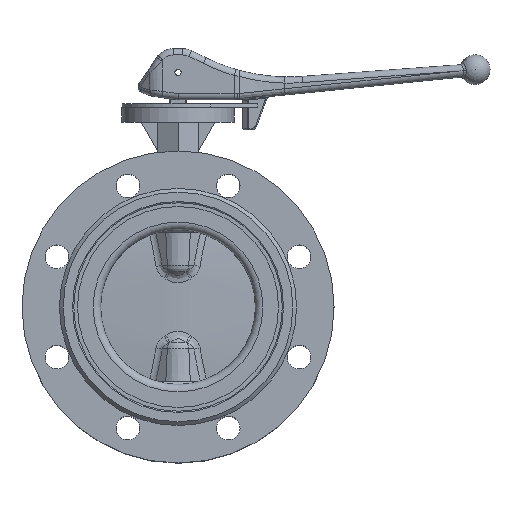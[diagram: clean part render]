
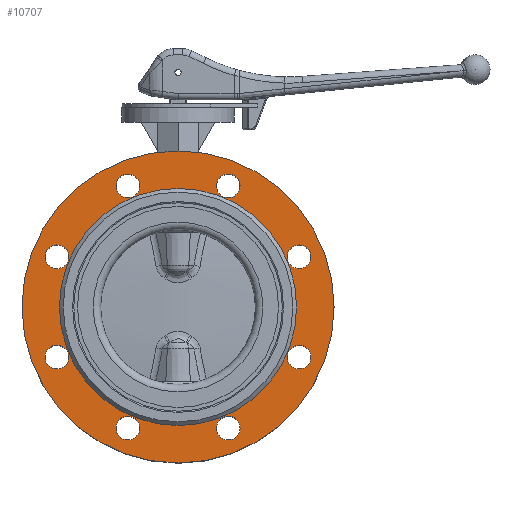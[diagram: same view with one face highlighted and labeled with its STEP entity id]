
A CAD part, top view. The second image highlights one B-rep face of the part: STEP entity #10707.
In plain terms, the highlighted planar face has unit normal (0, 0, 1).
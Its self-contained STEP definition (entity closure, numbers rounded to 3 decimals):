
#173=FACE_BOUND('',#1961,.T.);
#174=FACE_BOUND('',#1962,.T.);
#175=FACE_BOUND('',#1963,.T.);
#176=FACE_BOUND('',#1964,.T.);
#177=FACE_BOUND('',#1965,.T.);
#178=FACE_BOUND('',#1966,.T.);
#179=FACE_BOUND('',#1967,.T.);
#180=FACE_BOUND('',#1968,.T.);
#181=FACE_BOUND('',#1969,.T.);
#373=PLANE('',#11640);
#1286=FACE_OUTER_BOUND('',#1960,.T.);
#1960=EDGE_LOOP('',(#8700));
#1961=EDGE_LOOP('',(#8701));
#1962=EDGE_LOOP('',(#8702));
#1963=EDGE_LOOP('',(#8703));
#1964=EDGE_LOOP('',(#8704));
#1965=EDGE_LOOP('',(#8705));
#1966=EDGE_LOOP('',(#8706));
#1967=EDGE_LOOP('',(#8707));
#1968=EDGE_LOOP('',(#8708));
#1969=EDGE_LOOP('',(#8709));
#4381=CIRCLE('',#11464,9.5);
#4385=CIRCLE('',#11470,9.5);
#4389=CIRCLE('',#11476,9.5);
#4393=CIRCLE('',#11482,9.5);
#4397=CIRCLE('',#11488,9.5);
#4401=CIRCLE('',#11494,9.5);
#4405=CIRCLE('',#11500,9.5);
#4409=CIRCLE('',#11506,9.5);
#4426=CIRCLE('',#11532,95.);
#4428=CIRCLE('',#11535,125.);
#4884=VERTEX_POINT('',#18750);
#4888=VERTEX_POINT('',#18762);
#4892=VERTEX_POINT('',#18774);
#4896=VERTEX_POINT('',#18786);
#4900=VERTEX_POINT('',#18798);
#4904=VERTEX_POINT('',#18810);
#4908=VERTEX_POINT('',#18822);
#4912=VERTEX_POINT('',#18834);
#4928=VERTEX_POINT('',#18884);
#4930=VERTEX_POINT('',#18890);
#6089=EDGE_CURVE('',#4884,#4884,#4381,.T.);
#6095=EDGE_CURVE('',#4888,#4888,#4385,.T.);
#6101=EDGE_CURVE('',#4892,#4892,#4389,.T.);
#6107=EDGE_CURVE('',#4896,#4896,#4393,.T.);
#6113=EDGE_CURVE('',#4900,#4900,#4397,.T.);
#6119=EDGE_CURVE('',#4904,#4904,#4401,.T.);
#6125=EDGE_CURVE('',#4908,#4908,#4405,.T.);
#6131=EDGE_CURVE('',#4912,#4912,#4409,.T.);
#6155=EDGE_CURVE('',#4928,#4928,#4426,.T.);
#6158=EDGE_CURVE('',#4930,#4930,#4428,.T.);
#8700=ORIENTED_EDGE('',*,*,#6158,.T.);
#8701=ORIENTED_EDGE('',*,*,#6089,.T.);
#8702=ORIENTED_EDGE('',*,*,#6095,.T.);
#8703=ORIENTED_EDGE('',*,*,#6101,.T.);
#8704=ORIENTED_EDGE('',*,*,#6107,.T.);
#8705=ORIENTED_EDGE('',*,*,#6113,.T.);
#8706=ORIENTED_EDGE('',*,*,#6119,.T.);
#8707=ORIENTED_EDGE('',*,*,#6125,.T.);
#8708=ORIENTED_EDGE('',*,*,#6131,.T.);
#8709=ORIENTED_EDGE('',*,*,#6155,.F.);
#10707=ADVANCED_FACE('',(#1286,#173,#174,#175,#176,#177,#178,#179,#180,
#181),#373,.F.);
#11464=AXIS2_PLACEMENT_3D('',#18752,#12947,#12948);
#11470=AXIS2_PLACEMENT_3D('',#18764,#12961,#12962);
#11476=AXIS2_PLACEMENT_3D('',#18776,#12975,#12976);
#11482=AXIS2_PLACEMENT_3D('',#18788,#12989,#12990);
#11488=AXIS2_PLACEMENT_3D('',#18800,#13003,#13004);
#11494=AXIS2_PLACEMENT_3D('',#18812,#13017,#13018);
#11500=AXIS2_PLACEMENT_3D('',#18824,#13031,#13032);
#11506=AXIS2_PLACEMENT_3D('',#18836,#13045,#13046);
#11532=AXIS2_PLACEMENT_3D('',#18885,#13104,#13105);
#11535=AXIS2_PLACEMENT_3D('',#18891,#13111,#13112);
#11640=AXIS2_PLACEMENT_3D('',#20528,#13540,#13541);
#12947=DIRECTION('center_axis',(0.,0.,-1.));
#12948=DIRECTION('ref_axis',(-1.,0.,0.));
#12961=DIRECTION('center_axis',(0.,0.,-1.));
#12962=DIRECTION('ref_axis',(-1.,0.,0.));
#12975=DIRECTION('center_axis',(0.,0.,-1.));
#12976=DIRECTION('ref_axis',(-1.,0.,0.));
#12989=DIRECTION('center_axis',(0.,0.,-1.));
#12990=DIRECTION('ref_axis',(-1.,0.,0.));
#13003=DIRECTION('center_axis',(0.,0.,-1.));
#13004=DIRECTION('ref_axis',(-1.,0.,0.));
#13017=DIRECTION('center_axis',(0.,0.,-1.));
#13018=DIRECTION('ref_axis',(-1.,0.,0.));
#13031=DIRECTION('center_axis',(0.,0.,-1.));
#13032=DIRECTION('ref_axis',(-1.,0.,0.));
#13045=DIRECTION('center_axis',(0.,0.,-1.));
#13046=DIRECTION('ref_axis',(-1.,0.,0.));
#13104=DIRECTION('center_axis',(0.,0.,1.));
#13105=DIRECTION('ref_axis',(1.,0.,0.));
#13111=DIRECTION('center_axis',(0.,0.,1.));
#13112=DIRECTION('ref_axis',(1.,0.,0.));
#13540=DIRECTION('center_axis',(0.,0.,-1.));
#13541=DIRECTION('ref_axis',(-1.,0.,0.));
#18750=CARTESIAN_POINT('',(-49.682,97.007,67.));
#18752=CARTESIAN_POINT('Origin',(-40.182,97.007,67.));
#18762=CARTESIAN_POINT('',(-106.507,40.182,67.));
#18764=CARTESIAN_POINT('Origin',(-97.007,40.182,67.));
#18774=CARTESIAN_POINT('',(-106.507,-40.182,67.));
#18776=CARTESIAN_POINT('Origin',(-97.007,-40.182,67.));
#18786=CARTESIAN_POINT('',(-49.682,-97.007,67.));
#18788=CARTESIAN_POINT('Origin',(-40.182,-97.007,67.));
#18798=CARTESIAN_POINT('',(30.682,-97.007,67.));
#18800=CARTESIAN_POINT('Origin',(40.182,-97.007,67.));
#18810=CARTESIAN_POINT('',(87.507,-40.182,67.));
#18812=CARTESIAN_POINT('Origin',(97.007,-40.182,67.));
#18822=CARTESIAN_POINT('',(87.507,40.182,67.));
#18824=CARTESIAN_POINT('Origin',(97.007,40.182,67.));
#18834=CARTESIAN_POINT('',(30.682,97.007,67.));
#18836=CARTESIAN_POINT('Origin',(40.182,97.007,67.));
#18884=CARTESIAN_POINT('',(95.,0.,67.));
#18885=CARTESIAN_POINT('Origin',(0.,0.,67.));
#18890=CARTESIAN_POINT('',(-125.,0.,67.));
#18891=CARTESIAN_POINT('Origin',(0.,0.,67.));
#20528=CARTESIAN_POINT('Origin',(0.,125.,67.));
